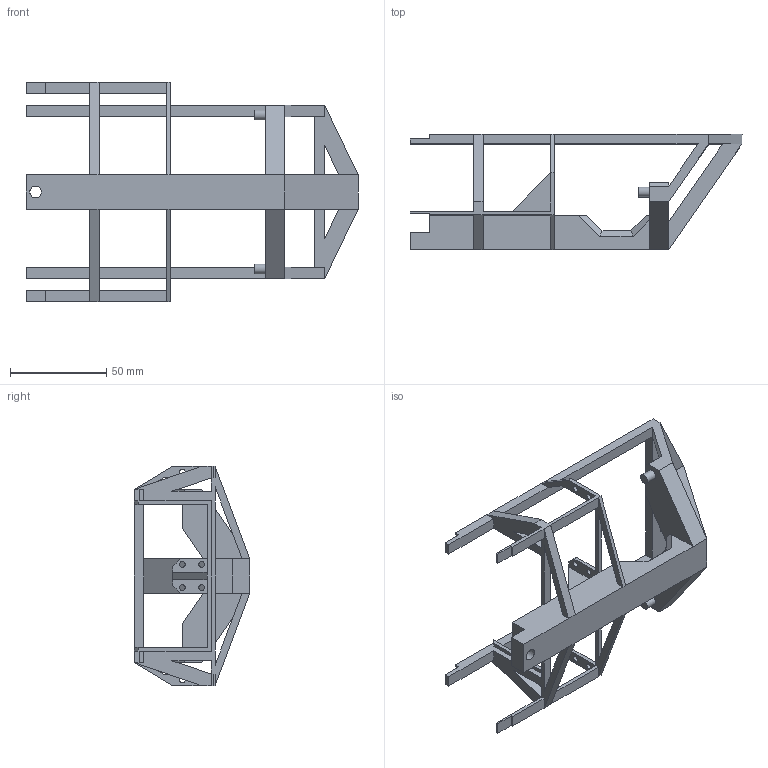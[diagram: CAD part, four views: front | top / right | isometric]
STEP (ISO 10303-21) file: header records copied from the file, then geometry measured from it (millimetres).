
FILE_DESCRIPTION(/* description */ (''),/* implementation_level */ '2;1');
FILE_NAME(/* name */ 'Rear Body (1).step',/* time_stamp */ '2020-08-05T21:41:13+03:00',/* author */ (''),/* organization */ (''),/* preprocessor_version */ 'ST-DEVELOPER v18.1',/* originating_system */ 'Autodesk Translation Framework v9.3.0.1241',/* authorisation */ '');
FILE_SCHEMA (('AUTOMOTIVE_DESIGN { 1 0 10303 214 3 1 1 }'));
Length unit declared in the file: millimetre
Products named in the file (1): Rear Body (1)
Bounding box: 172.5 x 60 x 114 mm (x, y, z)
Volume: 90723.7 mm3; surface area: 40976.4 mm2
Topology: 1 solids, 1 shells, 153 faces, 456 edges, 278 vertices
Faces by surface type: plane 142, cylinder 11
Full cylindrical faces by diameter (mm): 3 x8, 5 x2, 6 x1
Entity records: 5077 total; most frequent: ORIENTED_EDGE 912, CARTESIAN_POINT 888, DIRECTION 786, EDGE_CURVE 456, LINE 434, VECTOR 434, VERTEX_POINT 278, AXIS2_PLACEMENT_3D 176
